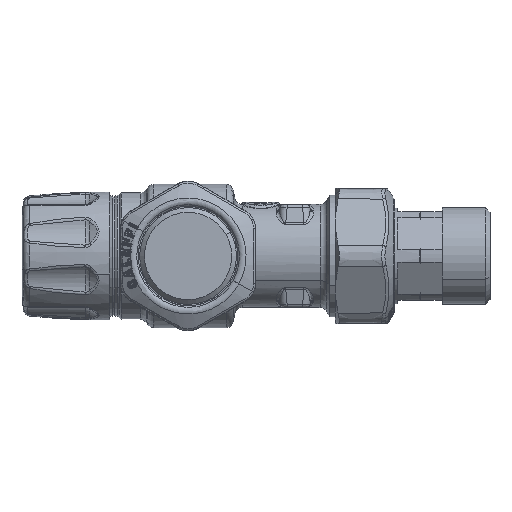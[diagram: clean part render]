
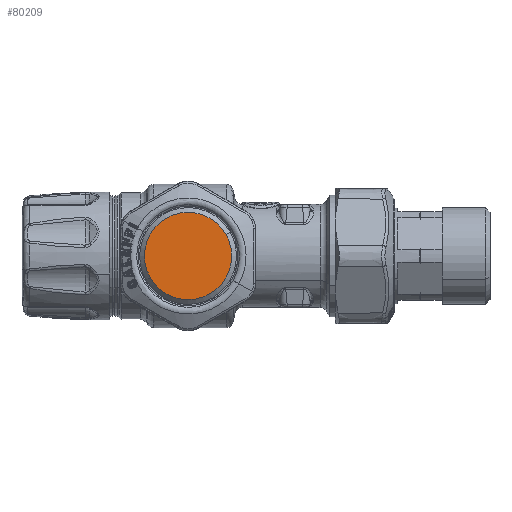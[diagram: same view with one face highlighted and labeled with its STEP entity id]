
A CAD part, left-side view. The second image highlights one B-rep face of the part: STEP entity #80209.
In plain terms, the highlighted planar face has unit normal (-1, 0, 0).
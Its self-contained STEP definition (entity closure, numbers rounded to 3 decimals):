
#80186=CARTESIAN_POINT('Axis2P3D Location',(-66.75,13.148,-33.925)) ;
#80191=CARTESIAN_POINT('Axis2P3D Location',(-66.75,0.,-33.709)) ;
#80195=CARTESIAN_POINT('Vertex',(-66.75,10.305,-39.56)) ;
#80197=CARTESIAN_POINT('Vertex',(-66.75,-10.305,-27.859)) ;
#80200=CARTESIAN_POINT('Axis2P3D Location',(-66.75,0.,-33.709)) ;
#80187=DIRECTION('Axis2P3D Direction',(-1.,0.,0.)) ;
#80188=DIRECTION('Axis2P3D XDirection',(0.,0.016,1.)) ;
#80192=DIRECTION('Axis2P3D Direction',(-1.,0.,0.)) ;
#80201=DIRECTION('Axis2P3D Direction',(-1.,0.,0.)) ;
#80189=AXIS2_PLACEMENT_3D('Plane Axis2P3D',#80186,#80187,#80188) ;
#80193=AXIS2_PLACEMENT_3D('Circle Axis2P3D',#80191,#80192,$) ;
#80202=AXIS2_PLACEMENT_3D('Circle Axis2P3D',#80200,#80201,$) ;
#80194=CIRCLE('generated circle',#80193,11.85) ;
#80203=CIRCLE('generated circle',#80202,11.85) ;
#80190=PLANE('',#80189) ;
#80199=EDGE_CURVE('',#80196,#80198,#80194,.T.) ;
#80204=EDGE_CURVE('',#80198,#80196,#80203,.T.) ;
#80206=ORIENTED_EDGE('',*,*,#80199,.T.) ;
#80207=ORIENTED_EDGE('',*,*,#80204,.T.) ;
#80205=EDGE_LOOP('',(#80206,#80207)) ;
#80196=VERTEX_POINT('',#80195) ;
#80198=VERTEX_POINT('',#80197) ;
#80209=ADVANCED_FACE('PartBody',(#80208),#80190,.T.) ;
#80208=FACE_OUTER_BOUND('',#80205,.T.) ;
